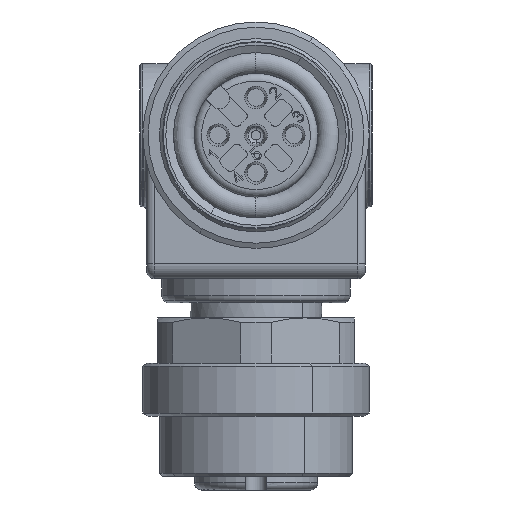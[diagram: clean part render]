
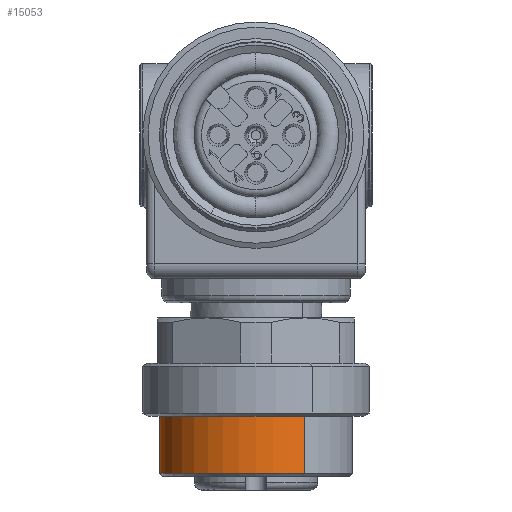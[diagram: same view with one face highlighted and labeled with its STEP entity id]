
A CAD part, front view. The second image highlights one B-rep face of the part: STEP entity #15053.
In plain terms, the highlighted cylindrical face has radius 6.4 mm (diameter 12.8 mm), a partial arc.
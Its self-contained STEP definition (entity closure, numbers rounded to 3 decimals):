
#2843=CARTESIAN_POINT('',(0.,0.,-18.6));
#2844=DIRECTION('',(0.,0.,1.));
#2845=DIRECTION('',(-0.5,0.866,0.));
#2846=AXIS2_PLACEMENT_3D('',#2843,#2844,#2845);
#2863=CARTESIAN_POINT('',(0.,0.,-22.4));
#2864=DIRECTION('',(0.,0.,-1.));
#2865=DIRECTION('',(-0.866,-0.5,0.));
#2866=AXIS2_PLACEMENT_3D('',#2863,#2864,#2865);
#2886=CARTESIAN_POINT('',(0.,0.,-22.4));
#2887=DIRECTION('',(0.,0.,-1.));
#2888=DIRECTION('',(0.5,-0.866,0.));
#2889=AXIS2_PLACEMENT_3D('',#2886,#2887,#2888);
#2891=DIRECTION('',(0.,0.,-1.));
#2892=VECTOR('',#2891,3.8);
#2893=CARTESIAN_POINT('',(3.2,-5.543,-18.6));
#2894=LINE('',#2893,#2892);
#2895=DIRECTION('',(0.,0.,-1.));
#2896=VECTOR('',#2895,3.8);
#2897=CARTESIAN_POINT('',(-3.2,5.543,-18.6));
#2898=LINE('',#2897,#2896);
#10604=CARTESIAN_POINT('',(-3.2,5.543,-18.6));
#10605=CARTESIAN_POINT('',(-3.2,5.543,-22.4));
#10606=VERTEX_POINT('',#10604);
#10607=VERTEX_POINT('',#10605);
#10608=CARTESIAN_POINT('',(3.2,-5.543,-18.6));
#10609=CARTESIAN_POINT('',(3.2,-5.543,-22.4));
#10610=VERTEX_POINT('',#10608);
#10611=VERTEX_POINT('',#10609);
#10617=CARTESIAN_POINT('',(-5.543,-3.2,-22.4));
#10619=VERTEX_POINT('',#10617);
#15037=CARTESIAN_POINT('',(0.,0.,-22.6));
#15038=DIRECTION('',(0.,0.,-1.));
#15039=DIRECTION('',(0.5,-0.866,0.));
#15040=AXIS2_PLACEMENT_3D('',#15037,#15038,#15039);
#15041=CYLINDRICAL_SURFACE('',#15040,6.4);
#15043=ORIENTED_EDGE('',*,*,#15042,.T.);
#15045=ORIENTED_EDGE('',*,*,#15044,.F.);
#15046=ORIENTED_EDGE('',*,*,#15030,.T.);
#15048=ORIENTED_EDGE('',*,*,#15047,.T.);
#15050=ORIENTED_EDGE('',*,*,#15049,.T.);
#15051=EDGE_LOOP('',(#15043,#15045,#15046,#15048,#15050));
#15052=FACE_OUTER_BOUND('',#15051,.F.);
#15053=ADVANCED_FACE('',(#15052),#15041,.T.);
#2847=CIRCLE('',#2846,6.4);
#2867=CIRCLE('',#2866,6.4);
#2890=CIRCLE('',#2889,6.4);
#15030=EDGE_CURVE('',#10606,#10610,#2847,.T.);
#15042=EDGE_CURVE('',#10619,#10607,#2867,.T.);
#15044=EDGE_CURVE('',#10606,#10607,#2898,.T.);
#15047=EDGE_CURVE('',#10610,#10611,#2894,.T.);
#15049=EDGE_CURVE('',#10611,#10619,#2890,.T.);
